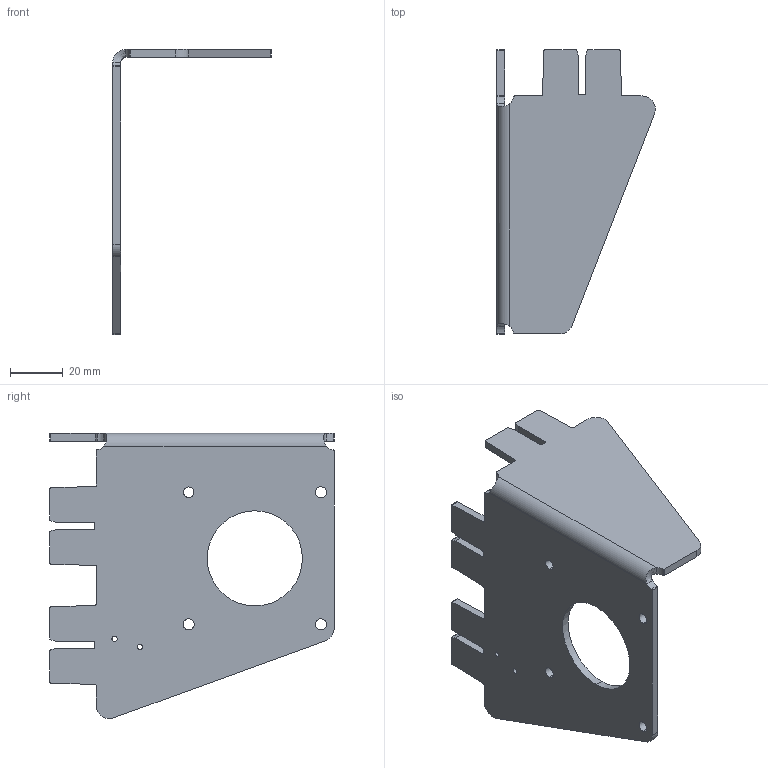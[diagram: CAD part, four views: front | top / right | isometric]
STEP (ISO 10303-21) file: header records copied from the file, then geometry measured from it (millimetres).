
FILE_DESCRIPTION (( 'STEP AP214' ), '1' );
FILE_NAME ('Connector_Pk566AW_L_2013_04.STEP', '2013-11-18T21:01:46', ( '' ), ( '' ), 'SwSTEP 2.0', 'SolidWorks 2014', '' );
FILE_SCHEMA (( 'AUTOMOTIVE_DESIGN' ));
Length unit declared in the file: millimetre
Products named in the file (1): Connector_Pk566AW_L_2013_04
Bounding box: 59.94 x 107.5 x 107.87 mm (x, y, z)
Volume: 36865.4 mm3; surface area: 27075.3 mm2
Topology: 1 solids, 1 shells, 105 faces, 301 edges, 198 vertices
Faces by surface type: cylinder 61, plane 42, bspline 2
Entity records: 3591 total; most frequent: CARTESIAN_POINT 687, DIRECTION 619, ORIENTED_EDGE 602, EDGE_CURVE 301, AXIS2_PLACEMENT_3D 222, VERTEX_POINT 198, LINE 175, VECTOR 175
